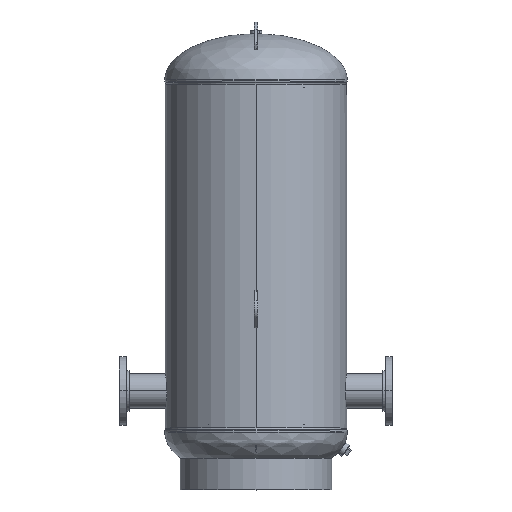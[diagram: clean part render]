
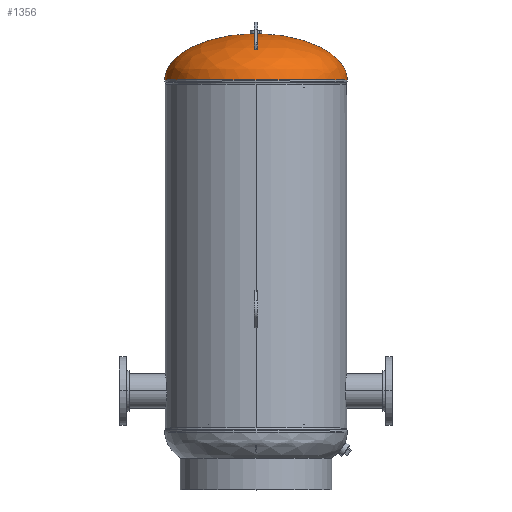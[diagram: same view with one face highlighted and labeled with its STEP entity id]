
A CAD part, top view. The second image highlights one B-rep face of the part: STEP entity #1356.
In plain terms, the highlighted free-form (B-spline) face has degree [3, 3] with [4, 4] control points.
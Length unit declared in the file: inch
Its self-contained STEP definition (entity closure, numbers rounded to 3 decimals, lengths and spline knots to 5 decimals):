
#126 = VERTEX_POINT ( 'NONE', #4186 ) ;
#438 = EDGE_CURVE ( 'NONE', #7280, #126, #11016, .T. ) ;
#646 = CARTESIAN_POINT ( 'NONE',  ( 12., 0.56, 0. ) ) ;
#901 = CARTESIAN_POINT ( 'NONE',  ( 7.35823, 6.44849, 0. ) ) ;
#1242 = CARTESIAN_POINT ( 'NONE',  ( -7.35823, 6.44849, 0. ) ) ;
#1353 = AXIS2_PLACEMENT_3D ( 'NONE', #12196, #4423, #6366 ) ;
#1355 = CARTESIAN_POINT ( 'NONE',  ( 0., 0.56, 0. ) ) ;
#1356 = ADVANCED_FACE ( 'NONE', ( #4401 ), #9583, .F. ) ;
#1462 = ORIENTED_EDGE ( 'NONE', *, *, #2956, .F. ) ;
#1601 = CARTESIAN_POINT ( 'NONE',  ( 0., 6.62626, 0. ) ) ;
#1666 = DIRECTION ( 'NONE',  ( 0., 1., 0. ) ) ;
#1715 = DIRECTION ( 'NONE',  ( 1., 0., 0. ) ) ;
#2371 = ORIENTED_EDGE ( 'NONE', *, *, #3809, .F. ) ;
#2720 = CARTESIAN_POINT ( 'NONE',  ( 12., 0.56, 0. ) ) ;
#2956 = EDGE_CURVE ( 'NONE', #5948, #8017, #6774, .T. ) ;
#3584 = CARTESIAN_POINT ( 'NONE',  ( 12., 3.97305, 24. ) ) ;
#3717 = CARTESIAN_POINT ( 'NONE',  ( -12., 0.56, 24. ) ) ;
#3720 = CARTESIAN_POINT ( 'NONE',  ( 0.625, 6.62626, 0. ) ) ;
#3809 = EDGE_CURVE ( 'NONE', #8017, #7280, #10058, .T. ) ;
#4011 = CIRCLE ( 'NONE', #9821, 0.625 ) ;
#4186 = CARTESIAN_POINT ( 'NONE',  ( -12., 0.56, 0. ) ) ;
#4401 = FACE_OUTER_BOUND ( 'NONE', #8334, .T. ) ;
#4423 = DIRECTION ( 'NONE',  ( 0., 1., 0. ) ) ;
#4725 = CARTESIAN_POINT ( 'NONE',  ( -0.625, 6.62626, 1.25 ) ) ;
#4761 = CARTESIAN_POINT ( 'NONE',  ( 0.625, 6.62626, 0. ) ) ;
#5078 = CARTESIAN_POINT ( 'NONE',  ( -12., 3.97305, 0. ) ) ;
#5213 = CARTESIAN_POINT ( 'NONE',  ( -0.625, 6.62626, 0. ) ) ;
#5411 = CARTESIAN_POINT ( 'NONE',  ( -7.35823, 6.44849, 14.71646 ) ) ;
#5473 = CARTESIAN_POINT ( 'NONE',  ( -7.35823, 6.44849, 0. ) ) ;
#5561 = EDGE_CURVE ( 'NONE', #10436, #126, #6610, .T. ) ;
#5948 = VERTEX_POINT ( 'NONE', #8354 ) ;
#5959 = CARTESIAN_POINT ( 'NONE',  ( -12., 0.56, 0. ) ) ;
#6067 = ORIENTED_EDGE ( 'NONE', *, *, #438, .F. ) ;
#6366 = DIRECTION ( 'NONE',  ( 1., 0., 0. ) ) ;
#6545 = CARTESIAN_POINT ( 'NONE',  ( 12., 0.56, 24. ) ) ;
#6560 = DIRECTION ( 'NONE',  ( 1., 0., 0. ) ) ;
#6610 =( BOUNDED_CURVE ( )  B_SPLINE_CURVE ( 3, ( #9836, #1242, #5078, #5959 ),
 .UNSPECIFIED., .F., .T. ) 
 B_SPLINE_CURVE_WITH_KNOTS ( ( 4, 4 ),
 ( 1.6229, 3.14159 ),
 .UNSPECIFIED. ) 
 CURVE ( )  GEOMETRIC_REPRESENTATION_ITEM ( )  RATIONAL_B_SPLINE_CURVE ( ( 1., 0.817, 0.817, 1. ) ) 
 REPRESENTATION_ITEM ( '' )  );
#6774 = CIRCLE ( 'NONE', #1353, 0.625 ) ;
#6984 = ORIENTED_EDGE ( 'NONE', *, *, #5561, .T. ) ;
#7280 = VERTEX_POINT ( 'NONE', #7434 ) ;
#7434 = CARTESIAN_POINT ( 'NONE',  ( 12., 0.56, 0. ) ) ;
#7559 = CARTESIAN_POINT ( 'NONE',  ( 7.35823, 6.44849, 0. ) ) ;
#8017 = VERTEX_POINT ( 'NONE', #4761 ) ;
#8307 = CARTESIAN_POINT ( 'NONE',  ( -12., 3.97305, 24. ) ) ;
#8334 = EDGE_LOOP ( 'NONE', ( #11719, #6984, #6067, #2371, #1462 ) ) ;
#8354 = CARTESIAN_POINT ( 'NONE',  ( 0., 6.62626, 0.625 ) ) ;
#8363 = CARTESIAN_POINT ( 'NONE',  ( 0.625, 6.62626, 1.25 ) ) ;
#8498 = CARTESIAN_POINT ( 'NONE',  ( 7.35823, 6.44849, 14.71646 ) ) ;
#8557 = CARTESIAN_POINT ( 'NONE',  ( 0.625, 6.62626, 0. ) ) ;
#9007 = AXIS2_PLACEMENT_3D ( 'NONE', #1355, #9233, #1715 ) ;
#9233 = DIRECTION ( 'NONE',  ( 0., -1., 0. ) ) ;
#9433 = CARTESIAN_POINT ( 'NONE',  ( 12., 3.97305, 0. ) ) ;
#9583 =( BOUNDED_SURFACE ( )  B_SPLINE_SURFACE ( 3, 3, ( 
 ( #8557, #8363, #4725, #10247 ),
 ( #901, #8498, #5411, #5473 ),
 ( #10441, #3584, #8307, #12316 ),
 ( #646, #6545, #3717, #10179 ) ),
 .UNSPECIFIED., .F., .F., .T. ) 
 B_SPLINE_SURFACE_WITH_KNOTS ( ( 4, 4 ),
 ( 4, 4 ),
 ( 0., 1. ),
 ( 0., 1. ),
 .UNSPECIFIED. ) 
 GEOMETRIC_REPRESENTATION_ITEM ( )  RATIONAL_B_SPLINE_SURFACE ( (
 ( 1., 0.333, 0.333, 1.),
 ( 0.817, 0.272, 0.272, 0.817),
 ( 0.817, 0.272, 0.272, 0.817),
 ( 1., 0.333, 0.333, 1.) ) ) 
 REPRESENTATION_ITEM ( '' )  SURFACE ( )  );
#9821 = AXIS2_PLACEMENT_3D ( 'NONE', #1601, #1666, #6560 ) ;
#9836 = CARTESIAN_POINT ( 'NONE',  ( -0.625, 6.62626, 0. ) ) ;
#10058 =( BOUNDED_CURVE ( )  B_SPLINE_CURVE ( 3, ( #3720, #7559, #9433, #2720 ),
 .UNSPECIFIED., .F., .F. ) 
 B_SPLINE_CURVE_WITH_KNOTS ( ( 4, 4 ),
 ( 1.6229, 3.14159 ),
 .UNSPECIFIED. ) 
 CURVE ( )  GEOMETRIC_REPRESENTATION_ITEM ( )  RATIONAL_B_SPLINE_CURVE ( ( 1., 0.817, 0.817, 1. ) ) 
 REPRESENTATION_ITEM ( '' )  );
#10179 = CARTESIAN_POINT ( 'NONE',  ( -12., 0.56, 0. ) ) ;
#10247 = CARTESIAN_POINT ( 'NONE',  ( -0.625, 6.62626, 0. ) ) ;
#10436 = VERTEX_POINT ( 'NONE', #5213 ) ;
#10441 = CARTESIAN_POINT ( 'NONE',  ( 12., 3.97305, 0. ) ) ;
#11016 = CIRCLE ( 'NONE', #9007, 12. ) ;
#11566 = EDGE_CURVE ( 'NONE', #10436, #5948, #4011, .T. ) ;
#11719 = ORIENTED_EDGE ( 'NONE', *, *, #11566, .F. ) ;
#12196 = CARTESIAN_POINT ( 'NONE',  ( 0., 6.62626, 0. ) ) ;
#12316 = CARTESIAN_POINT ( 'NONE',  ( -12., 3.97305, 0. ) ) ;
